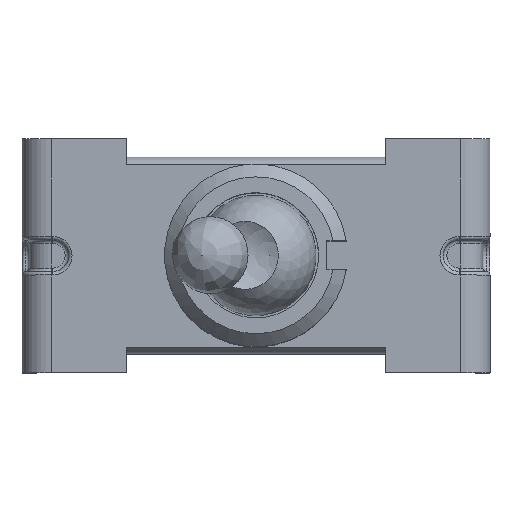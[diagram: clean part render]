
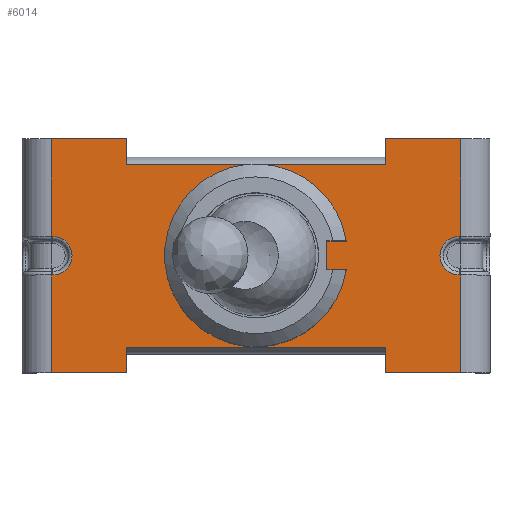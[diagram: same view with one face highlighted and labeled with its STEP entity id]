
A CAD part, top view. The second image highlights one B-rep face of the part: STEP entity #6014.
In plain terms, the highlighted planar face has unit normal (0, 0, 1).
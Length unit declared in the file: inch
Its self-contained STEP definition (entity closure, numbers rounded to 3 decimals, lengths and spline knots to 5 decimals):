
#169=PLANE('',#6415);
#389=FACE_BOUND('',#812,.T.);
#442=FACE_OUTER_BOUND('',#811,.T.);
#811=EDGE_LOOP('',(#4206,#4207,#4208,#4209,#4210,#4211,#4212,#4213,#4214,
#4215,#4216,#4217,#4218,#4219,#4220,#4221,#4222,#4223,#4224,#4225));
#812=EDGE_LOOP('',(#4226,#4227,#4228,#4229));
#1190=LINE('',#8987,#1842);
#1191=LINE('',#8989,#1843);
#1192=LINE('',#8991,#1844);
#1193=LINE('',#8993,#1845);
#1194=LINE('',#8995,#1846);
#1195=LINE('',#8997,#1847);
#1196=LINE('',#9001,#1848);
#1197=LINE('',#9003,#1849);
#1198=LINE('',#9005,#1850);
#1199=LINE('',#9007,#1851);
#1200=LINE('',#9009,#1852);
#1201=LINE('',#9011,#1853);
#1202=LINE('',#9013,#1854);
#1203=LINE('',#9015,#1855);
#1204=LINE('',#9017,#1856);
#1205=LINE('',#9021,#1857);
#1206=LINE('',#9023,#1858);
#1207=LINE('',#9024,#1859);
#1208=LINE('',#9027,#1860);
#1209=LINE('',#9029,#1861);
#1210=LINE('',#9031,#1862);
#1842=VECTOR('',#7048,0.3937);
#1843=VECTOR('',#7049,0.3937);
#1844=VECTOR('',#7050,0.3937);
#1845=VECTOR('',#7051,0.3937);
#1846=VECTOR('',#7052,0.3937);
#1847=VECTOR('',#7053,0.3937);
#1848=VECTOR('',#7056,0.3937);
#1849=VECTOR('',#7057,0.3937);
#1850=VECTOR('',#7058,0.3937);
#1851=VECTOR('',#7059,0.3937);
#1852=VECTOR('',#7060,0.3937);
#1853=VECTOR('',#7061,0.3937);
#1854=VECTOR('',#7062,0.3937);
#1855=VECTOR('',#7063,0.3937);
#1856=VECTOR('',#7064,0.3937);
#1857=VECTOR('',#7067,0.3937);
#1858=VECTOR('',#7068,0.3937);
#1859=VECTOR('',#7069,0.3937);
#1860=VECTOR('',#7070,0.3937);
#1861=VECTOR('',#7071,0.3937);
#1862=VECTOR('',#7072,0.3937);
#2500=CIRCLE('',#6416,0.02638);
#2501=CIRCLE('',#6417,0.02638);
#2502=CIRCLE('',#6418,0.125);
#2723=VERTEX_POINT('',#8985);
#2724=VERTEX_POINT('',#8986);
#2725=VERTEX_POINT('',#8988);
#2726=VERTEX_POINT('',#8990);
#2727=VERTEX_POINT('',#8992);
#2728=VERTEX_POINT('',#8994);
#2729=VERTEX_POINT('',#8996);
#2730=VERTEX_POINT('',#8998);
#2731=VERTEX_POINT('',#9000);
#2732=VERTEX_POINT('',#9002);
#2733=VERTEX_POINT('',#9004);
#2734=VERTEX_POINT('',#9006);
#2735=VERTEX_POINT('',#9008);
#2736=VERTEX_POINT('',#9010);
#2737=VERTEX_POINT('',#9012);
#2738=VERTEX_POINT('',#9014);
#2739=VERTEX_POINT('',#9016);
#2740=VERTEX_POINT('',#9018);
#2741=VERTEX_POINT('',#9020);
#2742=VERTEX_POINT('',#9022);
#2743=VERTEX_POINT('',#9025);
#2744=VERTEX_POINT('',#9026);
#2745=VERTEX_POINT('',#9028);
#2746=VERTEX_POINT('',#9030);
#3284=EDGE_CURVE('',#2723,#2724,#1190,.T.);
#3285=EDGE_CURVE('',#2724,#2725,#1191,.T.);
#3286=EDGE_CURVE('',#2725,#2726,#1192,.T.);
#3287=EDGE_CURVE('',#2727,#2726,#1193,.T.);
#3288=EDGE_CURVE('',#2727,#2728,#1194,.T.);
#3289=EDGE_CURVE('',#2729,#2728,#1195,.T.);
#3290=EDGE_CURVE('',#2730,#2729,#2500,.T.);
#3291=EDGE_CURVE('',#2731,#2730,#1196,.T.);
#3292=EDGE_CURVE('',#2731,#2732,#1197,.T.);
#3293=EDGE_CURVE('',#2733,#2732,#1198,.T.);
#3294=EDGE_CURVE('',#2733,#2734,#1199,.T.);
#3295=EDGE_CURVE('',#2734,#2735,#1200,.T.);
#3296=EDGE_CURVE('',#2735,#2736,#1201,.T.);
#3297=EDGE_CURVE('',#2737,#2736,#1202,.T.);
#3298=EDGE_CURVE('',#2737,#2738,#1203,.T.);
#3299=EDGE_CURVE('',#2739,#2738,#1204,.T.);
#3300=EDGE_CURVE('',#2740,#2739,#2501,.T.);
#3301=EDGE_CURVE('',#2741,#2740,#1205,.T.);
#3302=EDGE_CURVE('',#2741,#2742,#1206,.T.);
#3303=EDGE_CURVE('',#2723,#2742,#1207,.T.);
#3304=EDGE_CURVE('',#2743,#2744,#1208,.T.);
#3305=EDGE_CURVE('',#2745,#2743,#1209,.T.);
#3306=EDGE_CURVE('',#2746,#2745,#1210,.T.);
#3307=EDGE_CURVE('',#2744,#2746,#2502,.T.);
#4206=ORIENTED_EDGE('',*,*,#3284,.T.);
#4207=ORIENTED_EDGE('',*,*,#3285,.T.);
#4208=ORIENTED_EDGE('',*,*,#3286,.T.);
#4209=ORIENTED_EDGE('',*,*,#3287,.F.);
#4210=ORIENTED_EDGE('',*,*,#3288,.T.);
#4211=ORIENTED_EDGE('',*,*,#3289,.F.);
#4212=ORIENTED_EDGE('',*,*,#3290,.F.);
#4213=ORIENTED_EDGE('',*,*,#3291,.F.);
#4214=ORIENTED_EDGE('',*,*,#3292,.T.);
#4215=ORIENTED_EDGE('',*,*,#3293,.F.);
#4216=ORIENTED_EDGE('',*,*,#3294,.T.);
#4217=ORIENTED_EDGE('',*,*,#3295,.T.);
#4218=ORIENTED_EDGE('',*,*,#3296,.T.);
#4219=ORIENTED_EDGE('',*,*,#3297,.F.);
#4220=ORIENTED_EDGE('',*,*,#3298,.T.);
#4221=ORIENTED_EDGE('',*,*,#3299,.F.);
#4222=ORIENTED_EDGE('',*,*,#3300,.F.);
#4223=ORIENTED_EDGE('',*,*,#3301,.F.);
#4224=ORIENTED_EDGE('',*,*,#3302,.T.);
#4225=ORIENTED_EDGE('',*,*,#3303,.F.);
#4226=ORIENTED_EDGE('',*,*,#3304,.F.);
#4227=ORIENTED_EDGE('',*,*,#3305,.F.);
#4228=ORIENTED_EDGE('',*,*,#3306,.F.);
#4229=ORIENTED_EDGE('',*,*,#3307,.F.);
#6014=ADVANCED_FACE('',(#442,#389),#169,.T.);
#6415=AXIS2_PLACEMENT_3D('',#8984,#7046,#7047);
#6416=AXIS2_PLACEMENT_3D('',#8999,#7054,#7055);
#6417=AXIS2_PLACEMENT_3D('',#9019,#7065,#7066);
#6418=AXIS2_PLACEMENT_3D('',#9032,#7073,#7074);
#7046=DIRECTION('center_axis',(0.,0.,
1.));
#7047=DIRECTION('ref_axis',(1.,0.,0.));
#7048=DIRECTION('',(0.,-1.,0.));
#7049=DIRECTION('',(-1.,0.,0.));
#7050=DIRECTION('',(0.,1.,0.));
#7051=DIRECTION('',(1.,0.,0.));
#7052=DIRECTION('',(0.,-1.,0.));
#7053=DIRECTION('',(-1.,0.,0.));
#7054=DIRECTION('center_axis',(0.,0.,
1.));
#7055=DIRECTION('ref_axis',(1.,0.,0.));
#7056=DIRECTION('',(1.,0.,0.));
#7057=DIRECTION('',(0.,-1.,0.));
#7058=DIRECTION('',(-1.,0.,0.));
#7059=DIRECTION('',(0.,1.,0.));
#7060=DIRECTION('',(1.,0.,0.));
#7061=DIRECTION('',(0.,-1.,0.));
#7062=DIRECTION('',(-1.,0.,0.));
#7063=DIRECTION('',(0.,1.,0.));
#7064=DIRECTION('',(1.,0.,0.));
#7065=DIRECTION('center_axis',(0.,0.,
1.));
#7066=DIRECTION('ref_axis',(-1.,0.,0.));
#7067=DIRECTION('',(-1.,0.,0.));
#7068=DIRECTION('',(0.,1.,0.));
#7069=DIRECTION('',(1.,0.,0.));
#7070=DIRECTION('',(1.,0.,0.));
#7071=DIRECTION('',(0.,1.,0.));
#7072=DIRECTION('',(-1.,0.,0.));
#7073=DIRECTION('center_axis',(0.,0.,
1.));
#7074=DIRECTION('ref_axis',(0.987,0.161,0.));
#8984=CARTESIAN_POINT('Origin',(0.,0.,
0.37008));
#8985=CARTESIAN_POINT('',(0.17717,0.16004,0.37008));
#8986=CARTESIAN_POINT('',(0.17717,0.12539,0.37008));
#8987=CARTESIAN_POINT('',(0.17717,0.0627,0.37008));
#8988=CARTESIAN_POINT('',(-0.17717,0.12539,0.37008));
#8989=CARTESIAN_POINT('',(-0.08858,0.12539,0.37008));
#8990=CARTESIAN_POINT('',(-0.17717,0.16004,0.37008));
#8991=CARTESIAN_POINT('',(-0.17717,0.08002,0.37008));
#8992=CARTESIAN_POINT('',(-0.27992,0.16004,0.37008));
#8993=CARTESIAN_POINT('',(-0.32008,0.16004,0.37008));
#8994=CARTESIAN_POINT('',(-0.27992,0.02638,0.37008));
#8995=CARTESIAN_POINT('',(-0.27992,0.08002,0.37008));
#8996=CARTESIAN_POINT('',(-0.27795,0.02638,0.37008));
#8997=CARTESIAN_POINT('',(-0.16004,0.02638,0.37008));
#8998=CARTESIAN_POINT('',(-0.27795,-0.02638,0.37008));
#8999=CARTESIAN_POINT('Origin',(-0.27795,0.,
0.37008));
#9000=CARTESIAN_POINT('',(-0.27992,-0.02638,0.37008));
#9001=CARTESIAN_POINT('',(-0.16004,-0.02638,0.37008));
#9002=CARTESIAN_POINT('',(-0.27992,-0.16004,0.37008));
#9003=CARTESIAN_POINT('',(-0.27992,0.08002,0.37008));
#9004=CARTESIAN_POINT('',(-0.17717,-0.16004,0.37008));
#9005=CARTESIAN_POINT('',(0.32008,-0.16004,0.37008));
#9006=CARTESIAN_POINT('',(-0.17717,-0.12539,0.37008));
#9007=CARTESIAN_POINT('',(-0.17717,-0.0627,0.37008));
#9008=CARTESIAN_POINT('',(0.17717,-0.12539,0.37008));
#9009=CARTESIAN_POINT('',(0.08858,-0.12539,0.37008));
#9010=CARTESIAN_POINT('',(0.17717,-0.16004,0.37008));
#9011=CARTESIAN_POINT('',(0.17717,-0.08002,0.37008));
#9012=CARTESIAN_POINT('',(0.27992,-0.16004,0.37008));
#9013=CARTESIAN_POINT('',(0.32008,-0.16004,0.37008));
#9014=CARTESIAN_POINT('',(0.27992,-0.02638,0.37008));
#9015=CARTESIAN_POINT('',(0.27992,-0.08002,0.37008));
#9016=CARTESIAN_POINT('',(0.27795,-0.02638,0.37008));
#9017=CARTESIAN_POINT('',(0.16004,-0.02638,0.37008));
#9018=CARTESIAN_POINT('',(0.27795,0.02638,0.37008));
#9019=CARTESIAN_POINT('Origin',(0.27795,0.,
0.37008));
#9020=CARTESIAN_POINT('',(0.27992,0.02638,0.37008));
#9021=CARTESIAN_POINT('',(0.16004,0.02638,0.37008));
#9022=CARTESIAN_POINT('',(0.27992,0.16004,0.37008));
#9023=CARTESIAN_POINT('',(0.27992,-0.08002,0.37008));
#9024=CARTESIAN_POINT('',(-0.32008,0.16004,0.37008));
#9025=CARTESIAN_POINT('',(0.09705,0.02008,0.37008));
#9026=CARTESIAN_POINT('',(0.12338,0.02008,0.37008));
#9027=CARTESIAN_POINT('',(0.06169,0.02008,0.37008));
#9028=CARTESIAN_POINT('',(0.09705,-0.02008,0.37008));
#9029=CARTESIAN_POINT('',(0.09705,0.01004,0.37008));
#9030=CARTESIAN_POINT('',(0.12338,-0.02008,0.37008));
#9031=CARTESIAN_POINT('',(0.04852,-0.02008,0.37008));
#9032=CARTESIAN_POINT('Origin',(0.,0.,
0.37008));
